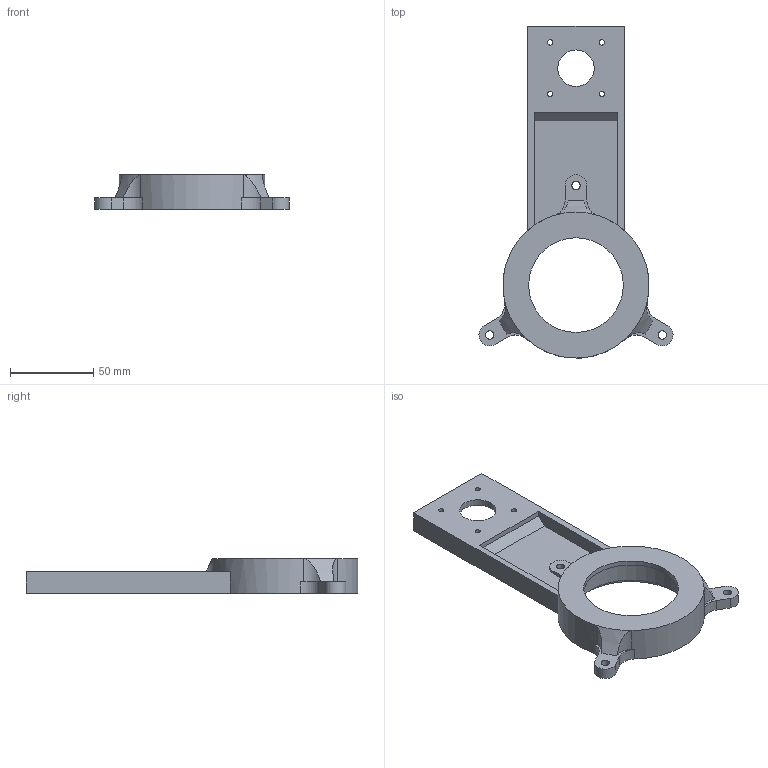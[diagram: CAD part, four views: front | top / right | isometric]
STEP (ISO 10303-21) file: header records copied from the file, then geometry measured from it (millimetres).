
FILE_DESCRIPTION(/* description */ (' '),/* implementation_level */ '2;1');
FILE_NAME(/* name */ 'podstawa_lozyskowa.stp',/* time_stamp */ '2024-01-28T16:32:23+01:00',/* author */ ('micha'),/* organization */ (''),/* preprocessor_version */ 'ST-DEVELOPER v19.2',/* originating_system */ 'Autodesk Inventor 2024',/* authorisation */ '');
FILE_SCHEMA (('AUTOMOTIVE_DESIGN { 1 0 10303 214 3 1 1 }'));
Length unit declared in the file: millimetre
Products named in the file (1): podstawa_lozyskowa
Bounding box: 116.92 x 199.85 x 21 mm (x, y, z)
Volume: 98985.1 mm3; surface area: 38078.1 mm2
Topology: 1 solids, 1 shells, 58 faces, 156 edges, 102 vertices
Faces by surface type: cylinder 29, plane 26, cone 3
Full cylindrical faces by diameter (mm): 3.2 x4, 5 x3, 22 x1, 57 x1, 68 x1, 73.6 x1
Entity records: 1988 total; most frequent: CARTESIAN_POINT 395, DIRECTION 336, ORIENTED_EDGE 312, EDGE_CURVE 156, AXIS2_PLACEMENT_3D 127, VERTEX_POINT 102, LINE 82, VECTOR 82
